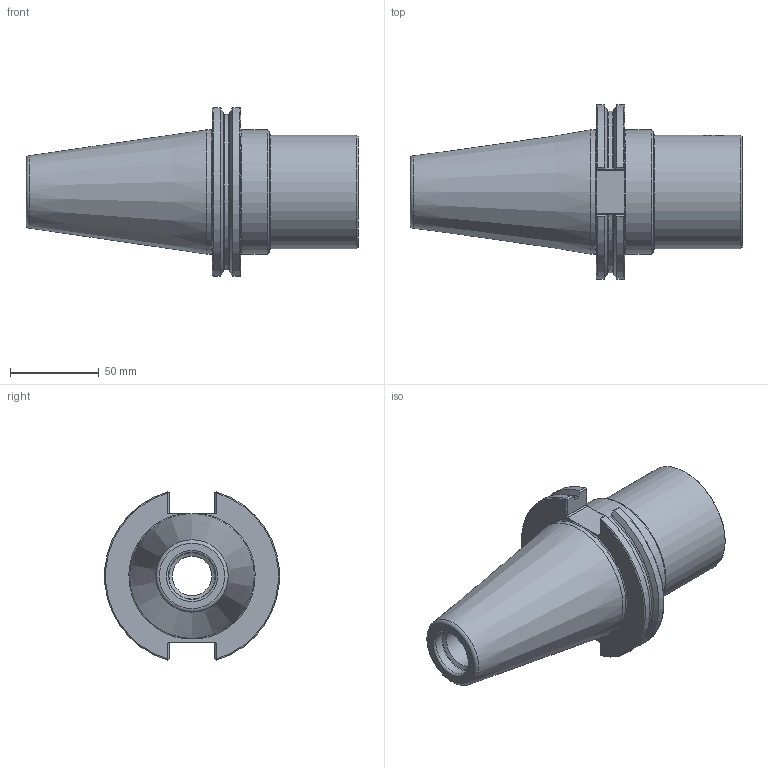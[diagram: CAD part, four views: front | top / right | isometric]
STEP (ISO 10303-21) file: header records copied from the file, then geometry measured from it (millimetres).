
FILE_DESCRIPTION (( 'STEP AP214' ), '1' );
FILE_NAME ('CT5.ST6.K01.085.STEP', '2020-04-15T12:55:32', ( '' ), ( '' ), 'SwSTEP 2.0', 'SolidWorks 2017', '' );
FILE_SCHEMA (( 'AUTOMOTIVE_DESIGN' ));
Length unit declared in the file: millimetre
Products named in the file (3): ST6-ER1.001.018_A; CT5-ST6.K01.085_B; CT5.ST6.K01.085
Assembly tree (2 placements, depth 2):
  CT5.ST6.K01.085
    CT5-ST6.K01.085_B
    ST6-ER1.001.018_A
Bounding box: 186.6 x 98.08 x 94.52 mm (x, y, z)
Volume: 475938.9 mm3; surface area: 65349.1 mm2
Topology: 2 solids, 2 shells, 119 faces, 307 edges, 193 vertices
Faces by surface type: plane 51, cylinder 29, torus 20, cone 17, bspline 2
Full cylindrical faces by diameter (mm): 6 x1, 9.5 x1, 11 x1, 12 x1, 22.25 x1, 26.4 x1, 28 x1, 34 x1, 36 x1, 37 x1, 64 x1, 69.85 x2
Entity records: 4056 total; most frequent: CARTESIAN_POINT 1328, DIRECTION 514, ORIENTED_EDGE 512, EDGE_CURVE 256, AXIS2_PLACEMENT_3D 204, VERTEX_POINT 180, EDGE_LOOP 162, FACE_OUTER_BOUND 142
